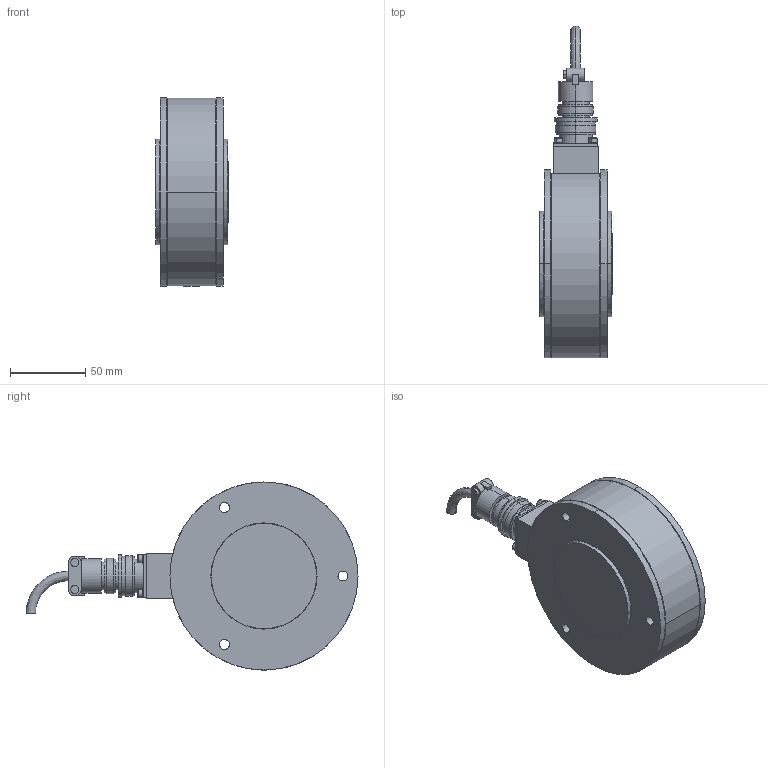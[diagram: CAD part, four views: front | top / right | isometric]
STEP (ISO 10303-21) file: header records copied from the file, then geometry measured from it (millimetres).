
FILE_DESCRIPTION (( 'STEP AP203' ), '1' );
FILE_NAME ('150219.1_stp_-.step', '2020-02-21T10:55:39', ( '' ), ( '' ), 'SwSTEP 2.0', 'SolidWorks 2018', '' );
FILE_SCHEMA (( 'CONFIG_CONTROL_DESIGN' ));
Length unit declared in the file: millimetre
Products named in the file (11): 49026_01; 31101677_V-032A; 150219.1_stp_-; 130419.2_01; 130124.5_stp_01; Federringe_DIN127A_M03; FLANSCHDOSE_14S-2P_4-POLIG; PKL_1205_01; Zyl-Schr DIN912_M3x25; Si-Ring DIN472_D52x2; 130419.1_01
Assembly tree (16 placements, depth 2):
  150219.1_stp_-
    130124.5_stp_01
    130419.2_01
    130419.1_01
    Federringe_DIN127A_M03  x4
    Zyl-Schr DIN912_M3x25  x4
    Si-Ring DIN472_D52x2
    FLANSCHDOSE_14S-2P_4-POLIG
    31101677_V-032A
    49026_01
    PKL_1205_01
Bounding box: 48.5 x 220.65 x 125 mm (x, y, z)
Volume: 480160.1 mm3; surface area: 136973.9 mm2
Topology: 41 solids, 41 shells, 451 faces, 1072 edges, 689 vertices
Faces by surface type: cylinder 207, plane 124, sphere 50, torus 36, cone 32, bspline 2
Entity records: 12167 total; most frequent: DIRECTION 2106, CARTESIAN_POINT 1967, ORIENTED_EDGE 1620, AXIS2_PLACEMENT_3D 906, EDGE_CURVE 810, VERTEX_POINT 541, CIRCLE 510, EDGE_LOOP 485
